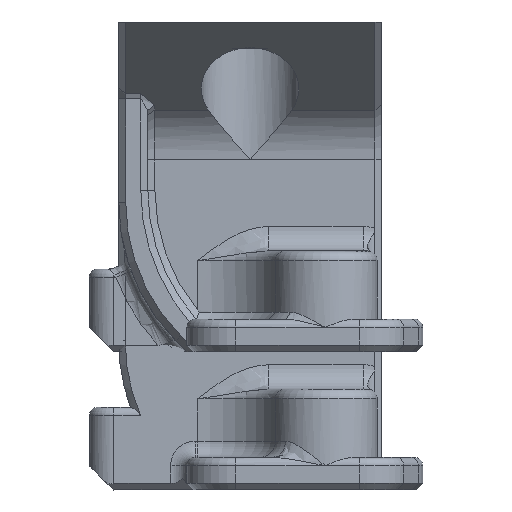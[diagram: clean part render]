
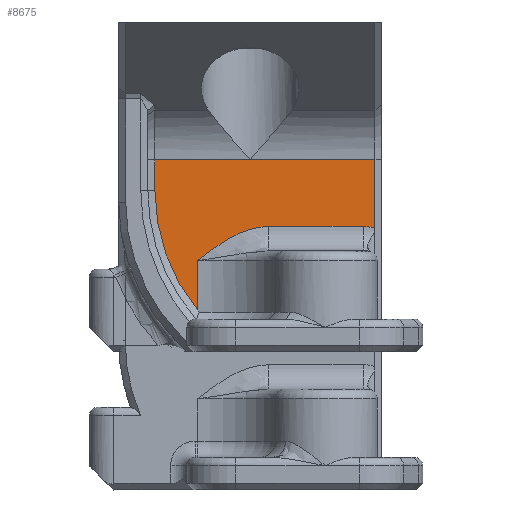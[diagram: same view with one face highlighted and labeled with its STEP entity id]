
A CAD part, left-side view. The second image highlights one B-rep face of the part: STEP entity #8675.
In plain terms, the highlighted planar face has unit normal (-1, 0, 0).
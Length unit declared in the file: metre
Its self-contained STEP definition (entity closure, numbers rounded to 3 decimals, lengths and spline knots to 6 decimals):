
#136=B_SPLINE_CURVE_WITH_KNOTS('',3,(#12922,#12923,#12924,#12925,#12926),
 .UNSPECIFIED.,.F.,.F.,(4,1,4),(0.,0.002464,0.004928),
 .UNSPECIFIED.);
#137=B_SPLINE_CURVE_WITH_KNOTS('',3,(#12930,#12931,#12932,#12933),
 .UNSPECIFIED.,.F.,.F.,(4,4),(0.,0.000738),.UNSPECIFIED.);
#468=LINE('',#12915,#1280);
#469=LINE('',#12920,#1281);
#470=LINE('',#12928,#1282);
#471=LINE('',#12935,#1283);
#472=LINE('',#12937,#1284);
#473=LINE('',#12939,#1285);
#1280=VECTOR('',#10218,1.);
#1281=VECTOR('',#10221,1.);
#1282=VECTOR('',#10222,1.);
#1283=VECTOR('',#10223,1.);
#1284=VECTOR('',#10224,1.);
#1285=VECTOR('',#10225,1.);
#2101=ORIENTED_EDGE('',*,*,#4772,.F.);
#2102=ORIENTED_EDGE('',*,*,#4773,.F.);
#2103=ORIENTED_EDGE('',*,*,#4774,.F.);
#2104=ORIENTED_EDGE('',*,*,#4775,.F.);
#2105=ORIENTED_EDGE('',*,*,#4776,.F.);
#2106=ORIENTED_EDGE('',*,*,#4777,.F.);
#2107=ORIENTED_EDGE('',*,*,#4778,.F.);
#2108=ORIENTED_EDGE('',*,*,#4779,.F.);
#2109=ORIENTED_EDGE('',*,*,#4780,.F.);
#4772=EDGE_CURVE('',#6107,#6108,#468,.T.);
#4773=EDGE_CURVE('',#6109,#6107,#6907,.F.);
#4774=EDGE_CURVE('',#6110,#6109,#469,.F.);
#4775=EDGE_CURVE('',#6111,#6110,#136,.T.);
#4776=EDGE_CURVE('',#6112,#6111,#470,.T.);
#4777=EDGE_CURVE('',#6113,#6112,#137,.T.);
#4778=EDGE_CURVE('',#6114,#6113,#471,.T.);
#4779=EDGE_CURVE('',#6115,#6114,#472,.T.);
#4780=EDGE_CURVE('',#6108,#6115,#473,.T.);
#6107=VERTEX_POINT('',#12916);
#6108=VERTEX_POINT('',#12917);
#6109=VERTEX_POINT('',#12919);
#6110=VERTEX_POINT('',#12921);
#6111=VERTEX_POINT('',#12927);
#6112=VERTEX_POINT('',#12929);
#6113=VERTEX_POINT('',#12934);
#6114=VERTEX_POINT('',#12936);
#6115=VERTEX_POINT('',#12938);
#6907=CIRCLE('',#9262,0.011568);
#7249=EDGE_LOOP('',(#2101,#2102,#2103,#2104,#2105,#2106,#2107,#2108,#2109));
#7821=FACE_BOUND('',#7249,.T.);
#8392=PLANE('',#9261);
#8675=ADVANCED_FACE('',(#7821),#8392,.F.);
#9261=AXIS2_PLACEMENT_3D('',#12914,#10216,#10217);
#9262=AXIS2_PLACEMENT_3D('',#12918,#10219,#10220);
#10216=DIRECTION('',(1.,0.,0.));
#10217=DIRECTION('',(0.,0.,1.));
#10218=DIRECTION('',(0.,0.,1.));
#10219=DIRECTION('',(-1.,0.,0.));
#10220=DIRECTION('',(0.,0.,1.));
#10221=DIRECTION('',(0.,0.,1.));
#10222=DIRECTION('',(0.,1.,0.));
#10223=DIRECTION('',(0.,0.,-1.));
#10224=DIRECTION('',(0.,-1.,0.));
#10225=DIRECTION('',(0.,-1.,0.));
#12914=CARTESIAN_POINT('',(-0.013245,0.00808,0.000933));
#12915=CARTESIAN_POINT('',(-0.013245,0.005853,0.005856));
#12916=CARTESIAN_POINT('',(-0.013245,0.005853,0.003967));
#12917=CARTESIAN_POINT('',(-0.013245,0.005853,0.005856));
#12918=CARTESIAN_POINT('',(-0.013245,-0.005715,0.003967));
#12919=CARTESIAN_POINT('',(-0.013245,0.003235,-0.003362));
#12920=CARTESIAN_POINT('',(-0.013245,0.003235,-0.003934));
#12921=CARTESIAN_POINT('',(-0.013245,0.003235,-0.000334));
#12922=CARTESIAN_POINT('',(-0.013245,-0.001137,0.001766));
#12923=CARTESIAN_POINT('',(-0.013245,-0.000303,0.001766));
#12924=CARTESIAN_POINT('',(-0.013245,0.001277,0.001185));
#12925=CARTESIAN_POINT('',(-0.013245,0.002585,0.000168));
#12926=CARTESIAN_POINT('',(-0.013245,0.003235,-0.000334));
#12927=CARTESIAN_POINT('',(-0.013245,-0.001137,0.001766));
#12928=CARTESIAN_POINT('',(-0.013245,0.00808,0.001766));
#12929=CARTESIAN_POINT('',(-0.013245,-0.006955,0.001766));
#12930=CARTESIAN_POINT('',(-0.013245,-0.007678,0.001657));
#12931=CARTESIAN_POINT('',(-0.013245,-0.007444,0.001731));
#12932=CARTESIAN_POINT('',(-0.013245,-0.007201,0.001766));
#12933=CARTESIAN_POINT('',(-0.013245,-0.006955,0.001766));
#12934=CARTESIAN_POINT('',(-0.013245,-0.007678,0.001657));
#12935=CARTESIAN_POINT('',(-0.013245,-0.007678,0.000933));
#12936=CARTESIAN_POINT('',(-0.013245,-0.007678,0.005856));
#12937=CARTESIAN_POINT('',(-0.013245,-0.008078,0.005856));
#12938=CARTESIAN_POINT('',(-0.013245,0.,0.005856));
#12939=CARTESIAN_POINT('',(-0.013245,0.,0.005856));
